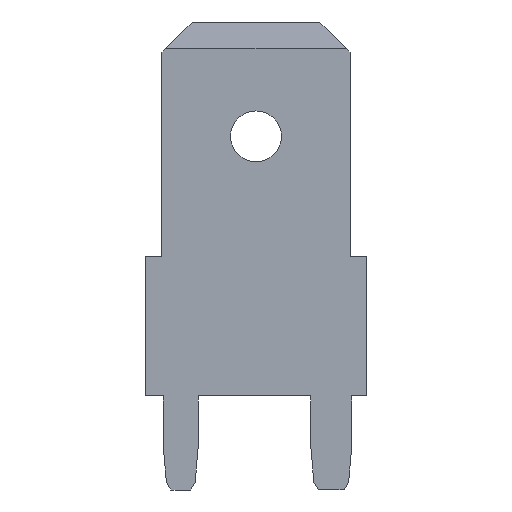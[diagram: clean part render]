
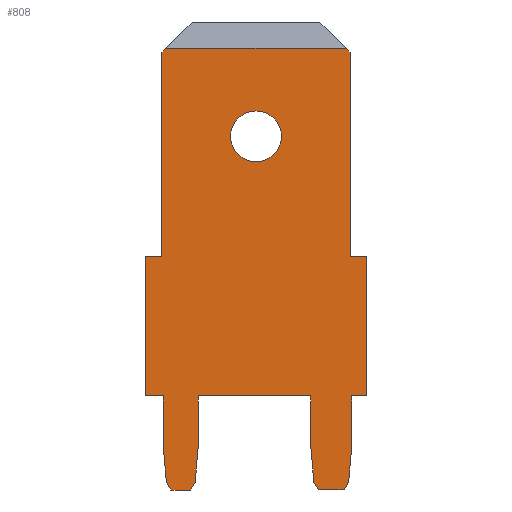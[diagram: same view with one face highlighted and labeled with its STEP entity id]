
A CAD part, front view. The second image highlights one B-rep face of the part: STEP entity #808.
In plain terms, the highlighted free-form (B-spline) face has degree [1, 1] with [2, 2] control points.
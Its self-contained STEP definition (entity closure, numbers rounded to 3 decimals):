
#130=CARTESIAN_POINT('',(0.858,-0.4,8.764));
#131=VERTEX_POINT('',#130);
#140=CARTESIAN_POINT('',(-0.858,-0.4,8.764));
#141=VERTEX_POINT('',#140);
#142=CARTESIAN_POINT('',(0.0,-0.4,8.764));
#143=DIRECTION('',(0.0,1.0,0.0));
#144=DIRECTION('',(1.0,0.0,0.0));
#145=AXIS2_PLACEMENT_3D('',#142,#143,#144);
#146=CIRCLE('',#145,0.858);
#147=EDGE_CURVE('',#141,#131,#146,.T.);
#182=CARTESIAN_POINT('',(3.226,-0.4,-1.775));
#183=VERTEX_POINT('',#182);
#190=CARTESIAN_POINT('',(3.126,-0.4,-2.915));
#191=VERTEX_POINT('',#190);
#192=CARTESIAN_POINT('',(3.126,-0.4,-2.915));
#193=DIRECTION('',(0.087,0.0,0.996));
#194=VECTOR('',#193,1.144);
#195=LINE('',#192,#194);
#196=EDGE_CURVE('',#191,#183,#195,.T.);
#221=CARTESIAN_POINT('',(2.976,-0.4,-3.175));
#222=VERTEX_POINT('',#221);
#223=CARTESIAN_POINT('',(2.976,-0.4,-3.175));
#224=DIRECTION('',(0.5,0.0,0.866));
#225=VECTOR('',#224,0.301);
#226=LINE('',#223,#225);
#227=EDGE_CURVE('',#222,#191,#226,.T.);
#253=CARTESIAN_POINT('',(1.954,-0.4,-2.915));
#254=VERTEX_POINT('',#253);
#261=CARTESIAN_POINT('',(1.854,-0.4,-1.775));
#262=VERTEX_POINT('',#261);
#263=CARTESIAN_POINT('',(1.854,-0.4,-1.775));
#264=DIRECTION('',(0.087,0.0,-0.996));
#265=VECTOR('',#264,1.144);
#266=LINE('',#263,#265);
#267=EDGE_CURVE('',#262,#254,#266,.T.);
#291=CARTESIAN_POINT('',(2.104,-0.4,-3.175));
#292=VERTEX_POINT('',#291);
#299=CARTESIAN_POINT('',(1.954,-0.4,-2.915));
#300=DIRECTION('',(0.5,0.0,-0.866));
#301=VECTOR('',#300,0.301);
#302=LINE('',#299,#301);
#303=EDGE_CURVE('',#254,#292,#302,.T.);
#324=CARTESIAN_POINT('',(-3.024,-0.4,-2.915));
#325=VERTEX_POINT('',#324);
#332=CARTESIAN_POINT('',(-3.124,-0.4,-1.775));
#333=VERTEX_POINT('',#332);
#334=CARTESIAN_POINT('',(-3.124,-0.4,-1.775));
#335=DIRECTION('',(0.087,0.0,-0.996));
#336=VECTOR('',#335,1.144);
#337=LINE('',#334,#336);
#338=EDGE_CURVE('',#333,#325,#337,.T.);
#362=CARTESIAN_POINT('',(-2.874,-0.4,-3.175));
#363=VERTEX_POINT('',#362);
#370=CARTESIAN_POINT('',(-3.024,-0.4,-2.915));
#371=DIRECTION('',(0.5,0.0,-0.866));
#372=VECTOR('',#371,0.301);
#373=LINE('',#370,#372);
#374=EDGE_CURVE('',#325,#363,#373,.T.);
#395=CARTESIAN_POINT('',(-2.056,-0.4,-2.915));
#396=VERTEX_POINT('',#395);
#403=CARTESIAN_POINT('',(-2.206,-0.4,-3.175));
#404=VERTEX_POINT('',#403);
#405=CARTESIAN_POINT('',(-2.206,-0.4,-3.175));
#406=DIRECTION('',(0.5,0.0,0.866));
#407=VECTOR('',#406,0.301);
#408=LINE('',#405,#407);
#409=EDGE_CURVE('',#404,#396,#408,.T.);
#433=CARTESIAN_POINT('',(-1.956,-0.4,-1.775));
#434=VERTEX_POINT('',#433);
#441=CARTESIAN_POINT('',(-2.056,-0.4,-2.915));
#442=DIRECTION('',(0.087,0.0,0.996));
#443=VECTOR('',#442,1.144);
#444=LINE('',#441,#443);
#445=EDGE_CURVE('',#396,#434,#444,.T.);
#465=CARTESIAN_POINT('',(3.226,-0.4,0.0));
#466=VERTEX_POINT('',#465);
#473=CARTESIAN_POINT('',(3.226,-0.4,0.0));
#474=DIRECTION('',(0.0,0.0,-1.0));
#475=VECTOR('',#474,1.775);
#476=LINE('',#473,#475);
#477=EDGE_CURVE('',#466,#183,#476,.T.);
#488=CARTESIAN_POINT('',(-3.124,-0.4,0.0));
#489=VERTEX_POINT('',#488);
#490=CARTESIAN_POINT('',(-3.124,-0.4,-1.775));
#491=DIRECTION('',(0.0,0.0,1.0));
#492=VECTOR('',#491,1.775);
#493=LINE('',#490,#492);
#494=EDGE_CURVE('',#333,#489,#493,.T.);
#661=CARTESIAN_POINT('',(-3.747,-0.4,-3.175));
#662=CARTESIAN_POINT('',(3.747,-0.4,-3.175));
#663=CARTESIAN_POINT('',(-3.747,-0.4,11.735));
#664=CARTESIAN_POINT('',(3.747,-0.4,11.735));
#665=B_SPLINE_SURFACE_WITH_KNOTS('',1,1,((#661,#663),(#662,#664)),.UNSPECIFIED.,.F.,.F.,.U.,(2,2),(2,2),(0.0,7.493),(0.0,14.91),.UNSPECIFIED.);
#666=ORIENTED_EDGE('',*,*,#196,.T.);
#667=ORIENTED_EDGE('',*,*,#477,.F.);
#668=CARTESIAN_POINT('',(3.747,-0.4,0.0));
#669=VERTEX_POINT('',#668);
#670=CARTESIAN_POINT('',(3.747,-0.4,0.0));
#671=DIRECTION('',(-1.0,0.0,0.0));
#672=VECTOR('',#671,0.521);
#673=LINE('',#670,#672);
#674=EDGE_CURVE('',#669,#466,#673,.T.);
#675=ORIENTED_EDGE('',*,*,#674,.F.);
#676=CARTESIAN_POINT('',(3.747,-0.4,4.699));
#677=VERTEX_POINT('',#676);
#678=CARTESIAN_POINT('',(3.747,-0.4,4.699));
#679=DIRECTION('',(0.0,0.0,-1.0));
#680=VECTOR('',#679,4.699);
#681=LINE('',#678,#680);
#682=EDGE_CURVE('',#677,#669,#681,.T.);
#683=ORIENTED_EDGE('',*,*,#682,.F.);
#684=CARTESIAN_POINT('',(3.175,-0.4,4.699));
#685=VERTEX_POINT('',#684);
#686=CARTESIAN_POINT('',(3.747,-0.4,4.699));
#687=DIRECTION('',(-1.0,0.0,0.0));
#688=VECTOR('',#687,0.572);
#689=LINE('',#686,#688);
#690=EDGE_CURVE('',#677,#685,#689,.T.);
#691=ORIENTED_EDGE('',*,*,#690,.T.);
#692=CARTESIAN_POINT('',(3.175,-0.4,11.608));
#693=VERTEX_POINT('',#692);
#694=CARTESIAN_POINT('',(3.175,-0.4,11.608));
#695=DIRECTION('',(0.0,0.0,-1.0));
#696=VECTOR('',#695,6.909);
#697=LINE('',#694,#696);
#698=EDGE_CURVE('',#693,#685,#697,.T.);
#699=ORIENTED_EDGE('',*,*,#698,.F.);
#700=CARTESIAN_POINT('',(3.048,-0.4,11.735));
#701=VERTEX_POINT('',#700);
#702=CARTESIAN_POINT('',(3.048,-0.4,11.735));
#703=DIRECTION('',(0.707,0.0,-0.707));
#704=VECTOR('',#703,0.18);
#705=LINE('',#702,#704);
#706=EDGE_CURVE('',#701,#693,#705,.T.);
#707=ORIENTED_EDGE('',*,*,#706,.F.);
#708=CARTESIAN_POINT('',(-3.048,-0.4,11.735));
#709=VERTEX_POINT('',#708);
#710=CARTESIAN_POINT('',(3.048,-0.4,11.735));
#711=DIRECTION('',(-1.0,0.0,0.0));
#712=VECTOR('',#711,6.096);
#713=LINE('',#710,#712);
#714=EDGE_CURVE('',#701,#709,#713,.T.);
#715=ORIENTED_EDGE('',*,*,#714,.T.);
#716=CARTESIAN_POINT('',(-3.175,-0.4,11.608));
#717=VERTEX_POINT('',#716);
#718=CARTESIAN_POINT('',(-3.175,-0.4,11.608));
#719=DIRECTION('',(0.707,0.0,0.707));
#720=VECTOR('',#719,0.18);
#721=LINE('',#718,#720);
#722=EDGE_CURVE('',#717,#709,#721,.T.);
#723=ORIENTED_EDGE('',*,*,#722,.F.);
#724=CARTESIAN_POINT('',(-3.175,-0.4,4.699));
#725=VERTEX_POINT('',#724);
#726=CARTESIAN_POINT('',(-3.175,-0.4,4.699));
#727=DIRECTION('',(0.0,0.0,1.0));
#728=VECTOR('',#727,6.909);
#729=LINE('',#726,#728);
#730=EDGE_CURVE('',#725,#717,#729,.T.);
#731=ORIENTED_EDGE('',*,*,#730,.F.);
#732=CARTESIAN_POINT('',(-3.747,-0.4,4.699));
#733=VERTEX_POINT('',#732);
#734=CARTESIAN_POINT('',(-3.175,-0.4,4.699));
#735=DIRECTION('',(-1.0,0.0,0.0));
#736=VECTOR('',#735,0.572);
#737=LINE('',#734,#736);
#738=EDGE_CURVE('',#725,#733,#737,.T.);
#739=ORIENTED_EDGE('',*,*,#738,.T.);
#740=CARTESIAN_POINT('',(-3.747,-0.4,0.0));
#741=VERTEX_POINT('',#740);
#742=CARTESIAN_POINT('',(-3.747,-0.4,0.0));
#743=DIRECTION('',(0.0,0.0,1.0));
#744=VECTOR('',#743,4.699);
#745=LINE('',#742,#744);
#746=EDGE_CURVE('',#741,#733,#745,.T.);
#747=ORIENTED_EDGE('',*,*,#746,.F.);
#748=CARTESIAN_POINT('',(-3.124,-0.4,0.0));
#749=DIRECTION('',(-1.0,0.0,0.0));
#750=VECTOR('',#749,0.622);
#751=LINE('',#748,#750);
#752=EDGE_CURVE('',#489,#741,#751,.T.);
#753=ORIENTED_EDGE('',*,*,#752,.F.);
#754=ORIENTED_EDGE('',*,*,#494,.F.);
#755=ORIENTED_EDGE('',*,*,#338,.T.);
#756=ORIENTED_EDGE('',*,*,#374,.T.);
#757=CARTESIAN_POINT('',(-2.206,-0.4,-3.175));
#758=DIRECTION('',(-1.0,0.0,0.0));
#759=VECTOR('',#758,0.668);
#760=LINE('',#757,#759);
#761=EDGE_CURVE('',#404,#363,#760,.T.);
#762=ORIENTED_EDGE('',*,*,#761,.F.);
#763=ORIENTED_EDGE('',*,*,#409,.T.);
#764=ORIENTED_EDGE('',*,*,#445,.T.);
#765=CARTESIAN_POINT('',(-1.956,-0.4,0.0));
#766=VERTEX_POINT('',#765);
#767=CARTESIAN_POINT('',(-1.956,-0.4,0.0));
#768=DIRECTION('',(0.0,0.0,-1.0));
#769=VECTOR('',#768,1.775);
#770=LINE('',#767,#769);
#771=EDGE_CURVE('',#766,#434,#770,.T.);
#772=ORIENTED_EDGE('',*,*,#771,.F.);
#773=CARTESIAN_POINT('',(1.854,-0.4,0.0));
#774=VERTEX_POINT('',#773);
#775=CARTESIAN_POINT('',(-1.956,-0.4,0.0));
#776=DIRECTION('',(1.0,0.0,0.0));
#777=VECTOR('',#776,3.81);
#778=LINE('',#775,#777);
#779=EDGE_CURVE('',#766,#774,#778,.T.);
#780=ORIENTED_EDGE('',*,*,#779,.T.);
#781=CARTESIAN_POINT('',(1.854,-0.4,-1.775));
#782=DIRECTION('',(0.0,0.0,1.0));
#783=VECTOR('',#782,1.775);
#784=LINE('',#781,#783);
#785=EDGE_CURVE('',#262,#774,#784,.T.);
#786=ORIENTED_EDGE('',*,*,#785,.F.);
#787=ORIENTED_EDGE('',*,*,#267,.T.);
#788=ORIENTED_EDGE('',*,*,#303,.T.);
#789=CARTESIAN_POINT('',(2.976,-0.4,-3.175));
#790=DIRECTION('',(-1.0,0.0,0.0));
#791=VECTOR('',#790,0.872);
#792=LINE('',#789,#791);
#793=EDGE_CURVE('',#222,#292,#792,.T.);
#794=ORIENTED_EDGE('',*,*,#793,.F.);
#795=ORIENTED_EDGE('',*,*,#227,.T.);
#796=EDGE_LOOP('',(#666,#667,#675,#683,#691,#699,#707,#715,#723,#731,#739,#747,#753,#754,#755,#756,#762,#763,#764,#772,#780,#786,#787,#788,#794,#795));
#797=FACE_OUTER_BOUND('',#796,.T.);
#798=CARTESIAN_POINT('',(0.0,-0.4,8.764));
#799=DIRECTION('',(0.0,1.0,0.0));
#800=DIRECTION('',(1.0,0.0,0.0));
#801=AXIS2_PLACEMENT_3D('',#798,#799,#800);
#802=CIRCLE('',#801,0.858);
#803=EDGE_CURVE('',#131,#141,#802,.T.);
#804=ORIENTED_EDGE('',*,*,#803,.T.);
#805=ORIENTED_EDGE('',*,*,#147,.T.);
#806=EDGE_LOOP('',(#804,#805));
#807=FACE_BOUND('',#806,.T.);
#808=ADVANCED_FACE('',(#797,#807),#665,.T.);
